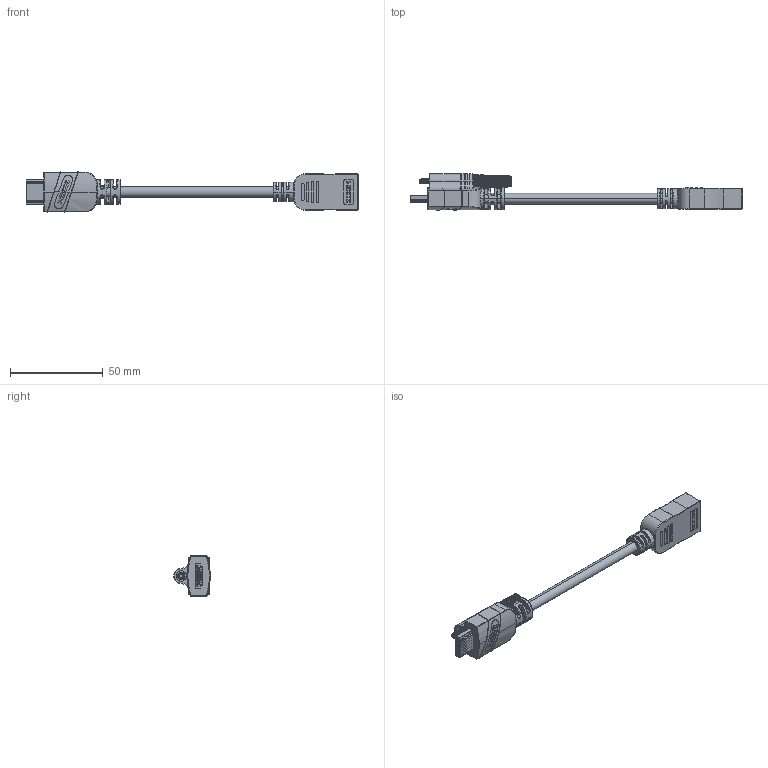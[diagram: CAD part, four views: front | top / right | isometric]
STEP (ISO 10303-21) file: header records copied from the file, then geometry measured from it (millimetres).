
FILE_DESCRIPTION (( 'STEP AP214' ), '1' );
FILE_NAME ('HDAMFLOC.STEP', '2018-02-06T18:25:42', ( '' ), ( '' ), 'SwSTEP 2.0', 'SolidWorks 2017', '' );
FILE_SCHEMA (( 'AUTOMOTIVE_DESIGN' ));
Length unit declared in the file: millimetre
Products named in the file (9): HDAMFLOC; HDAMFLOC-MA2; VHC00021-MA2___; HDAMFLOC-MA3___; HDAMFLOC-MA1_WITH HDMI LOGO; HDAMFLOC-MA4; HDMI TYPE A MALE HOUSING FOR WITH S.R___; HDAMFLOC-MA1
Assembly tree (8 placements, depth 3):
  HDAMFLOC
    HDAMFLOC-MA4
    HDAMFLOC-MA2
      HDAMFLOC-MA2
      HDAMFLOC-MA3___
      HDMI TYPE A MALE HOUSING FOR WITH S.R___
    HDAMFLOC-MA1
      HDAMFLOC-MA1_WITH HDMI LOGO
      VHC00021-MA2___
Bounding box: 179.12 x 19.66 x 21.59 mm (x, y, z)
Volume: 19370.7 mm3; surface area: 13897 mm2
Topology: 27 solids, 27 shells, 3236 faces, 8603 edges, 5612 vertices
Faces by surface type: plane 2349, cylinder 478, bspline 279, torus 70, sphere 32, cone 28
Entity records: 124199 total; most frequent: CARTESIAN_POINT 36062, ORIENTED_EDGE 17150, DIRECTION 14791, EDGE_CURVE 8575, LINE 6609, VECTOR 6609, VERTEX_POINT 5604, AXIS2_PLACEMENT_3D 4091
